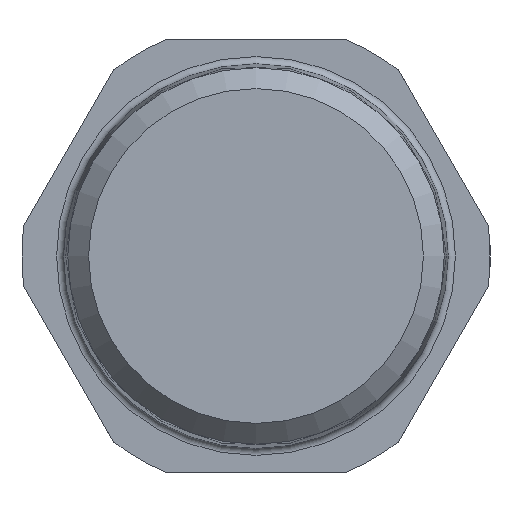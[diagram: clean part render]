
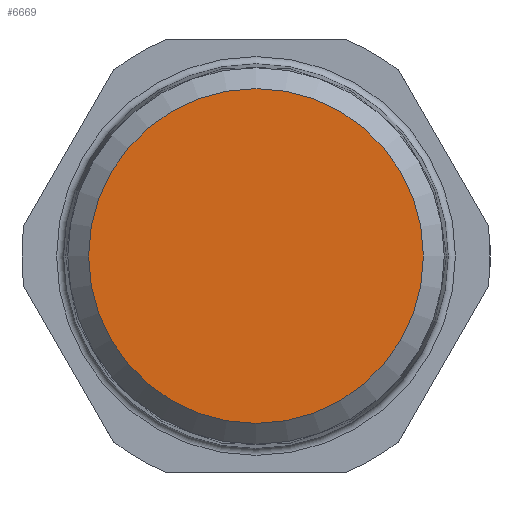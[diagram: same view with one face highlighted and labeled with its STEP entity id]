
A CAD part, left-side view. The second image highlights one B-rep face of the part: STEP entity #6669.
In plain terms, the highlighted planar face has unit normal (-1, 0, 0).
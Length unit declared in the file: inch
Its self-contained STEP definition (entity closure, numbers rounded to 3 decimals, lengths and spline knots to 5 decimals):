
#613=PLANE('',#7452);
#946=FACE_OUTER_BOUND('',#1303,.T.);
#1303=EDGE_LOOP('',(#5758,#5759));
#2188=CIRCLE('',#7453,0.45715);
#2189=CIRCLE('',#7454,0.45715);
#2850=VERTEX_POINT('',#13972);
#2851=VERTEX_POINT('',#13973);
#3829=EDGE_CURVE('',#2850,#2851,#2188,.T.);
#3830=EDGE_CURVE('',#2851,#2850,#2189,.T.);
#5758=ORIENTED_EDGE('',*,*,#3829,.F.);
#5759=ORIENTED_EDGE('',*,*,#3830,.F.);
#6669=ADVANCED_FACE('',(#946),#613,.T.);
#7452=AXIS2_PLACEMENT_3D('',#13971,#9181,#9182);
#7453=AXIS2_PLACEMENT_3D('',#13974,#9183,#9184);
#7454=AXIS2_PLACEMENT_3D('',#13975,#9185,#9186);
#9181=DIRECTION('center_axis',(-1.,0.,0.));
#9182=DIRECTION('ref_axis',(0.,0.,-1.));
#9183=DIRECTION('center_axis',(1.,0.,0.));
#9184=DIRECTION('ref_axis',(0.,0.,
1.));
#9185=DIRECTION('center_axis',(1.,0.,0.));
#9186=DIRECTION('ref_axis',(0.,0.,
1.));
#13971=CARTESIAN_POINT('Origin',(-0.82874,-0.45715,
0.));
#13972=CARTESIAN_POINT('',(-0.82874,-0.45715,0.));
#13973=CARTESIAN_POINT('',(-0.82874,0.45715,0.));
#13974=CARTESIAN_POINT('Origin',(-0.82874,0.,
0.));
#13975=CARTESIAN_POINT('Origin',(-0.82874,0.,
0.));
